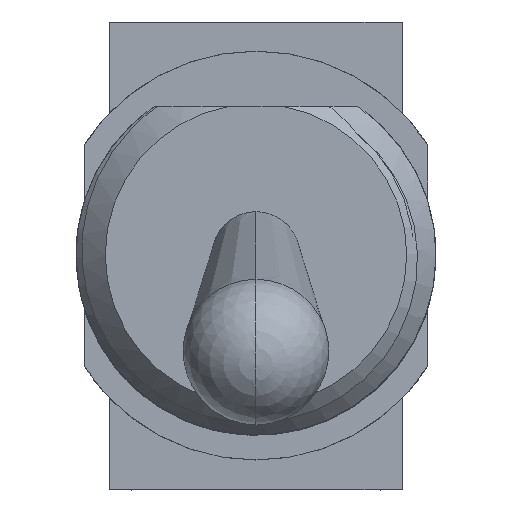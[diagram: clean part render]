
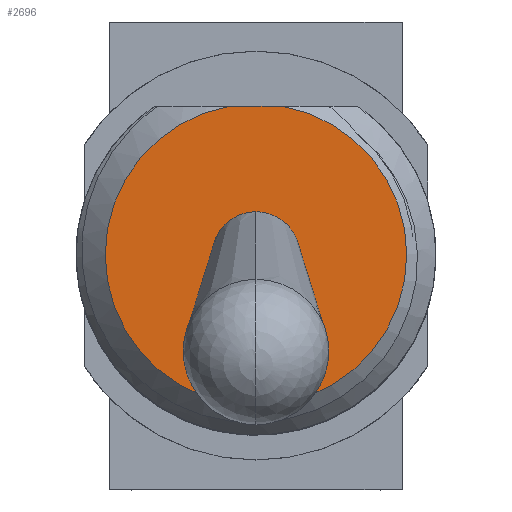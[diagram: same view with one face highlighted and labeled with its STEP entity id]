
A CAD part, top view. The second image highlights one B-rep face of the part: STEP entity #2696.
In plain terms, the highlighted planar face has unit normal (0, 0, 1).
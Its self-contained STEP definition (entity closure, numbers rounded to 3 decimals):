
#134=CARTESIAN_POINT('',(0.,0.749,-10.414));
#135=CARTESIAN_POINT('',(-0.091,0.749,-10.414));
#136=CARTESIAN_POINT('',(-0.287,0.716,-10.414));
#137=CARTESIAN_POINT('',(-0.515,0.567,-10.414));
#138=CARTESIAN_POINT('',(-0.649,0.398,-10.414));
#139=CARTESIAN_POINT('',(-0.721,0.256,-10.414));
#140=CARTESIAN_POINT('',(-0.762,0.108,-10.414));
#141=CARTESIAN_POINT('',(-0.774,-0.033,-10.414));
#142=CARTESIAN_POINT('',(-0.762,-0.174,-10.414));
#143=CARTESIAN_POINT('',(-0.721,-0.322,-10.414));
#144=CARTESIAN_POINT('',(-0.649,-0.464,-10.414));
#145=CARTESIAN_POINT('',(-0.515,-0.633,-10.414));
#146=CARTESIAN_POINT('',(-0.287,-0.782,-10.414));
#147=CARTESIAN_POINT('',(-0.091,-0.816,-10.414));
#148=CARTESIAN_POINT('',(0.,-0.816,-10.414));
#150=DIRECTION('',(1.,0.,0.));
#151=VECTOR('',#150,0.906);
#152=CARTESIAN_POINT('',(-0.453,2.584,-10.414));
#153=LINE('',#152,#151);
#154=CARTESIAN_POINT('',(0.,-0.816,-10.414));
#155=CARTESIAN_POINT('',(0.091,-0.816,-10.414));
#156=CARTESIAN_POINT('',(0.287,-0.782,-10.414));
#157=CARTESIAN_POINT('',(0.515,-0.633,-10.414));
#158=CARTESIAN_POINT('',(0.649,-0.464,-10.414));
#159=CARTESIAN_POINT('',(0.721,-0.322,-10.414));
#160=CARTESIAN_POINT('',(0.762,-0.174,-10.414));
#161=CARTESIAN_POINT('',(0.774,-0.033,-10.414));
#162=CARTESIAN_POINT('',(0.762,0.108,-10.414));
#163=CARTESIAN_POINT('',(0.721,0.256,-10.414));
#164=CARTESIAN_POINT('',(0.649,0.398,-10.414));
#165=CARTESIAN_POINT('',(0.515,0.567,-10.414));
#166=CARTESIAN_POINT('',(0.287,0.716,-10.414));
#167=CARTESIAN_POINT('',(0.091,0.749,-10.414));
#168=CARTESIAN_POINT('',(0.,0.749,-10.414));
#259=CARTESIAN_POINT('',(0.,0.,-10.414));
#260=DIRECTION('',(0.,0.,1.));
#261=DIRECTION('',(-0.173,0.985,0.));
#262=AXIS2_PLACEMENT_3D('',#259,#260,#261);
#2425=VERTEX_POINT('',#134);
#2426=VERTEX_POINT('',#148);
#2509=CARTESIAN_POINT('',(-0.453,2.584,-10.414));
#2510=CARTESIAN_POINT('',(0.453,2.584,-10.414));
#2511=VERTEX_POINT('',#2509);
#2512=VERTEX_POINT('',#2510);
#2680=CARTESIAN_POINT('',(0.,0.,-10.414));
#2681=DIRECTION('',(0.,0.,1.));
#2682=DIRECTION('',(0.,-1.,0.));
#2683=AXIS2_PLACEMENT_3D('',#2680,#2681,#2682);
#2684=PLANE('',#2683);
#2686=ORIENTED_EDGE('',*,*,#2685,.T.);
#2688=ORIENTED_EDGE('',*,*,#2687,.F.);
#2689=EDGE_LOOP('',(#2686,#2688));
#2690=FACE_OUTER_BOUND('',#2689,.F.);
#2691=ORIENTED_EDGE('',*,*,#2669,.T.);
#2693=ORIENTED_EDGE('',*,*,#2692,.T.);
#2694=EDGE_LOOP('',(#2691,#2693));
#2695=FACE_BOUND('',#2694,.F.);
#149=B_SPLINE_CURVE_WITH_KNOTS('',3,(#134,#135,#136,#137,#138,#139,#140,#141,
#142,#143,#144,#145,#146,#147,#148),.UNSPECIFIED.,.F.,.F.,(4,1,1,1,1,1,1,1,1,1,
1,1,4),(0.,0.125,0.25,0.313,0.375,0.438,0.5,0.563,0.625,
0.688,0.75,0.875,1.),.UNSPECIFIED.);
#169=B_SPLINE_CURVE_WITH_KNOTS('',3,(#154,#155,#156,#157,#158,#159,#160,#161,
#162,#163,#164,#165,#166,#167,#168),.UNSPECIFIED.,.F.,.F.,(4,1,1,1,1,1,1,1,1,1,
1,1,4),(0.,0.125,0.25,0.313,0.375,0.438,0.5,0.563,0.625,
0.688,0.75,0.875,1.),.UNSPECIFIED.);
#263=CIRCLE('',#262,2.623);
#2669=EDGE_CURVE('',#2425,#2426,#149,.T.);
#2685=EDGE_CURVE('',#2511,#2512,#153,.T.);
#2687=EDGE_CURVE('',#2511,#2512,#263,.T.);
#2692=EDGE_CURVE('',#2426,#2425,#169,.T.);
#2696=ADVANCED_FACE('',(#2690,#2695),#2684,.T.);
